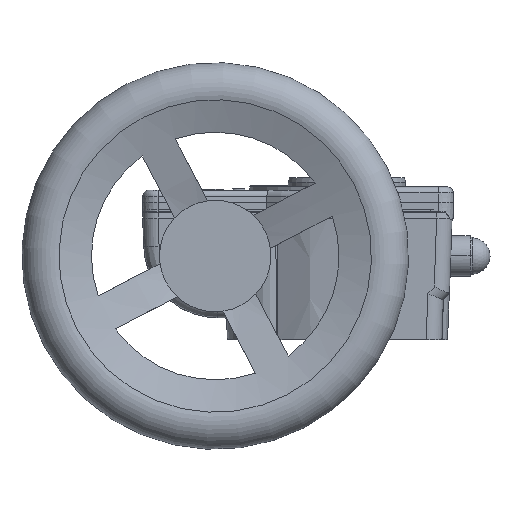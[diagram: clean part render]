
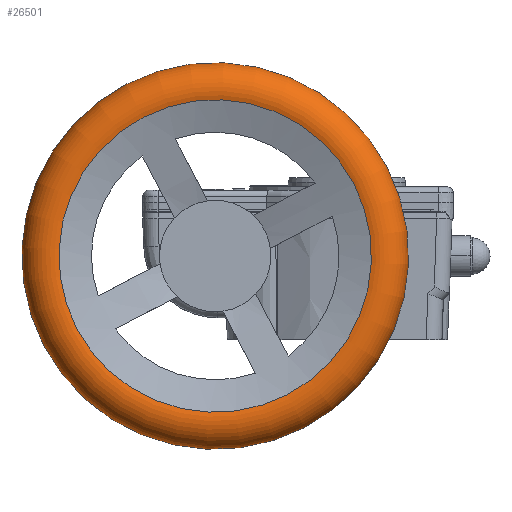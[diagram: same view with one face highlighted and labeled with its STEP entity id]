
A CAD part, left-side view. The second image highlights one B-rep face of the part: STEP entity #26501.
In plain terms, the highlighted toroidal (fillet/blend) face has major radius 53.5 mm and minor radius 9 mm.
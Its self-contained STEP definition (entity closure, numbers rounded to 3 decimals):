
#885=TOROIDAL_SURFACE('',#29016,53.5,9.);
#1160=FACE_BOUND('',#5767,.T.);
#2434=CIRCLE('',#29017,44.968);
#2435=CIRCLE('',#29018,50.501);
#4023=FACE_OUTER_BOUND('',#5766,.T.);
#5766=EDGE_LOOP('',(#22681));
#5767=EDGE_LOOP('',(#22682));
#12110=VERTEX_POINT('',#57328);
#12111=VERTEX_POINT('',#57330);
#15643=EDGE_CURVE('',#12110,#12110,#2434,.T.);
#15644=EDGE_CURVE('',#12111,#12111,#2435,.T.);
#22681=ORIENTED_EDGE('',*,*,#15643,.T.);
#22682=ORIENTED_EDGE('',*,*,#15644,.T.);
#26501=ADVANCED_FACE('',(#4023,#1160),#885,.T.);
#29016=AXIS2_PLACEMENT_3D('',#57327,#35981,#35982);
#29017=AXIS2_PLACEMENT_3D('',#57329,#35983,#35984);
#29018=AXIS2_PLACEMENT_3D('',#57331,#35985,#35986);
#35981=DIRECTION('center_axis',(-1.,0.,0.));
#35982=DIRECTION('ref_axis',(0.,0.887,-0.461));
#35983=DIRECTION('center_axis',(-1.,0.,0.));
#35984=DIRECTION('ref_axis',(0.,-0.887,0.461));
#35985=DIRECTION('center_axis',(1.,0.,0.));
#35986=DIRECTION('ref_axis',(0.,-0.887,0.461));
#57327=CARTESIAN_POINT('Origin',(-155.,42.55,27.));
#57328=CARTESIAN_POINT('',(-157.864,2.653,47.745));
#57329=CARTESIAN_POINT('Origin',(-157.864,42.55,27.));
#57330=CARTESIAN_POINT('',(-163.486,-2.256,50.298));
#57331=CARTESIAN_POINT('Origin',(-163.486,42.55,27.));
